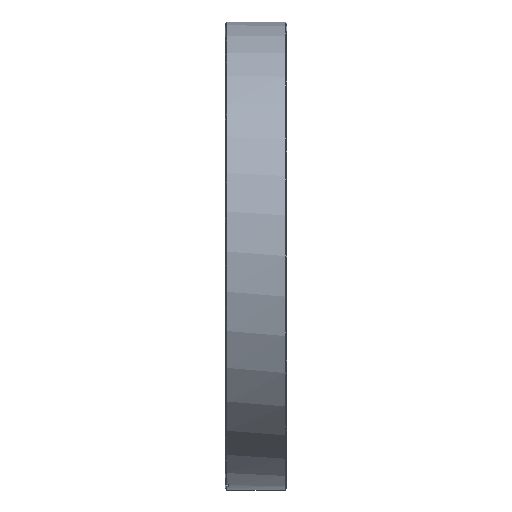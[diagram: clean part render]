
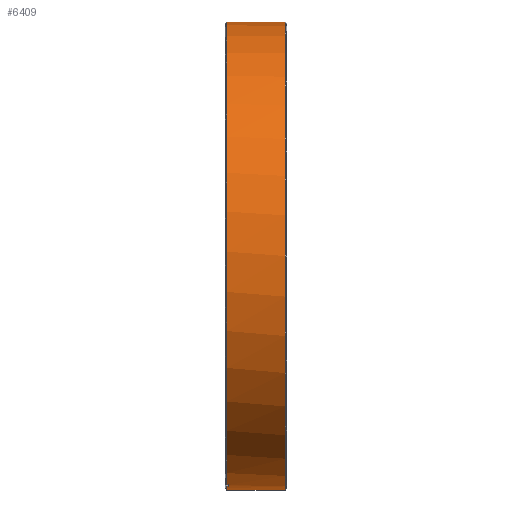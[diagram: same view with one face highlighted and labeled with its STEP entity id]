
A CAD part, left-side view. The second image highlights one B-rep face of the part: STEP entity #6409.
In plain terms, the highlighted cylindrical face has radius 75.8 mm (diameter 151.6 mm), a partial arc.
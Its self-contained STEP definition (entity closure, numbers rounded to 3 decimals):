
#22 = VERTEX_POINT('',#23);
#23 = CARTESIAN_POINT('',(0.,-0.5,75.8));
#44 = CONICAL_SURFACE('',#45,75.3,0.785);
#45 = AXIS2_PLACEMENT_3D('',#46,#47,#48);
#46 = CARTESIAN_POINT('',(0.,0.,0.));
#47 = DIRECTION('',(-0.,-1.,-0.));
#48 = DIRECTION('',(0.,0.,-1.));
#73 = CYLINDRICAL_SURFACE('',#74,75.8);
#74 = AXIS2_PLACEMENT_3D('',#75,#76,#77);
#75 = CARTESIAN_POINT('',(0.,19.776,0.));
#76 = DIRECTION('',(0.,-1.,0.));
#77 = DIRECTION('',(0.,0.,1.));
#3940 = CONICAL_SURFACE('',#3941,75.3,0.785);
#3941 = AXIS2_PLACEMENT_3D('',#3942,#3943,#3944);
#3942 = CARTESIAN_POINT('',(0.,0.,0.));
#3943 = DIRECTION('',(-0.,-1.,-0.));
#3944 = DIRECTION('',(0.,0.,-1.));
#3960 = VERTEX_POINT('',#3961);
#3961 = CARTESIAN_POINT('',(0.,-0.5,-75.8));
#3987 = EDGE_CURVE('',#3988,#3960,#3990,.T.);
#3988 = VERTEX_POINT('',#3989);
#3989 = CARTESIAN_POINT('',(-13.806,-0.5,-74.532));
#3990 = SURFACE_CURVE('',#3991,(#3996,#4003),.PCURVE_S1.);
#3991 = CIRCLE('',#3992,75.8);
#3992 = AXIS2_PLACEMENT_3D('',#3993,#3994,#3995);
#3993 = CARTESIAN_POINT('',(0.,-0.5,0.));
#3994 = DIRECTION('',(0.,-1.,0.));
#3995 = DIRECTION('',(0.,0.,1.));
#3996 = PCURVE('',#3940,#3997);
#3997 = DEFINITIONAL_REPRESENTATION('',(#3998),#4002);
#3998 = LINE('',#3999,#4000);
#3999 = CARTESIAN_POINT('',(3.142,0.5));
#4000 = VECTOR('',#4001,1.);
#4001 = DIRECTION('',(1.,0.));
#4002 = ( GEOMETRIC_REPRESENTATION_CONTEXT(2) 
PARAMETRIC_REPRESENTATION_CONTEXT() REPRESENTATION_CONTEXT('2D SPACE',''
  ) );
#4003 = PCURVE('',#4004,#4009);
#4004 = CYLINDRICAL_SURFACE('',#4005,75.8);
#4005 = AXIS2_PLACEMENT_3D('',#4006,#4007,#4008);
#4006 = CARTESIAN_POINT('',(0.,19.776,0.));
#4007 = DIRECTION('',(0.,-1.,0.));
#4008 = DIRECTION('',(0.,0.,1.));
#4009 = DEFINITIONAL_REPRESENTATION('',(#4010),#4014);
#4010 = LINE('',#4011,#4012);
#4011 = CARTESIAN_POINT('',(0.,20.276));
#4012 = VECTOR('',#4013,1.);
#4013 = DIRECTION('',(1.,0.));
#4014 = ( GEOMETRIC_REPRESENTATION_CONTEXT(2) 
PARAMETRIC_REPRESENTATION_CONTEXT() REPRESENTATION_CONTEXT('2D SPACE',''
  ) );
#4053 = PLANE('',#4054);
#4054 = AXIS2_PLACEMENT_3D('',#4055,#4056,#4057);
#4055 = CARTESIAN_POINT('',(-14.159,-1.,-76.31));
#4056 = DIRECTION('',(-0.981,0.,0.195));
#4057 = DIRECTION('',(0.,1.,0.));
#4101 = VERTEX_POINT('',#4102);
#4102 = CARTESIAN_POINT('',(0.,-19.4,-75.8));
#4116 = CONICAL_SURFACE('',#4117,75.8,0.785);
#4117 = AXIS2_PLACEMENT_3D('',#4118,#4119,#4120);
#4118 = CARTESIAN_POINT('',(0.,-19.4,0.));
#4119 = DIRECTION('',(0.,1.,0.));
#4120 = DIRECTION('',(0.,0.,1.));
#4129 = VERTEX_POINT('',#4130);
#4130 = CARTESIAN_POINT('',(0.,-19.4,75.8));
#5009 = EDGE_CURVE('',#4101,#3960,#5010,.T.);
#5010 = SURFACE_CURVE('',#5011,(#5015,#5022),.PCURVE_S1.);
#5011 = LINE('',#5012,#5013);
#5012 = CARTESIAN_POINT('',(0.,19.776,-75.8));
#5013 = VECTOR('',#5014,1.);
#5014 = DIRECTION('',(0.,1.,0.));
#5015 = PCURVE('',#73,#5016);
#5016 = DEFINITIONAL_REPRESENTATION('',(#5017),#5021);
#5017 = LINE('',#5018,#5019);
#5018 = CARTESIAN_POINT('',(3.142,0.));
#5019 = VECTOR('',#5020,1.);
#5020 = DIRECTION('',(0.,-1.));
#5021 = ( GEOMETRIC_REPRESENTATION_CONTEXT(2) 
PARAMETRIC_REPRESENTATION_CONTEXT() REPRESENTATION_CONTEXT('2D SPACE',''
  ) );
#5022 = PCURVE('',#4004,#5023);
#5023 = DEFINITIONAL_REPRESENTATION('',(#5024),#5028);
#5024 = LINE('',#5025,#5026);
#5025 = CARTESIAN_POINT('',(3.142,0.));
#5026 = VECTOR('',#5027,1.);
#5027 = DIRECTION('',(0.,-1.));
#5028 = ( GEOMETRIC_REPRESENTATION_CONTEXT(2) 
PARAMETRIC_REPRESENTATION_CONTEXT() REPRESENTATION_CONTEXT('2D SPACE',''
  ) );
#5137 = EDGE_CURVE('',#4129,#22,#5138,.T.);
#5138 = SURFACE_CURVE('',#5139,(#5143,#5150),.PCURVE_S1.);
#5139 = LINE('',#5140,#5141);
#5140 = CARTESIAN_POINT('',(0.,19.776,75.8));
#5141 = VECTOR('',#5142,1.);
#5142 = DIRECTION('',(0.,1.,0.));
#5143 = PCURVE('',#73,#5144);
#5144 = DEFINITIONAL_REPRESENTATION('',(#5145),#5149);
#5145 = LINE('',#5146,#5147);
#5146 = CARTESIAN_POINT('',(6.283,0.));
#5147 = VECTOR('',#5148,1.);
#5148 = DIRECTION('',(0.,-1.));
#5149 = ( GEOMETRIC_REPRESENTATION_CONTEXT(2) 
PARAMETRIC_REPRESENTATION_CONTEXT() REPRESENTATION_CONTEXT('2D SPACE',''
  ) );
#5150 = PCURVE('',#4004,#5151);
#5151 = DEFINITIONAL_REPRESENTATION('',(#5152),#5156);
#5152 = LINE('',#5153,#5154);
#5153 = CARTESIAN_POINT('',(0.,0.));
#5154 = VECTOR('',#5155,1.);
#5155 = DIRECTION('',(0.,-1.));
#5156 = ( GEOMETRIC_REPRESENTATION_CONTEXT(2) 
PARAMETRIC_REPRESENTATION_CONTEXT() REPRESENTATION_CONTEXT('2D SPACE',''
  ) );
#5229 = PLANE('',#5230);
#5230 = AXIS2_PLACEMENT_3D('',#5231,#5232,#5233);
#5231 = CARTESIAN_POINT('',(-16.121,-1.,-75.919));
#5232 = DIRECTION('',(-0.981,0.,0.195));
#5233 = DIRECTION('',(0.,1.,0.));
#5258 = PLANE('',#5259);
#5259 = AXIS2_PLACEMENT_3D('',#5260,#5261,#5262);
#5260 = CARTESIAN_POINT('',(-12.612,-1.,-58.277));
#5261 = DIRECTION('',(0.,1.,0.));
#5262 = DIRECTION('',(1.,0.,0.));
#5878 = VERTEX_POINT('',#5879);
#5879 = CARTESIAN_POINT('',(-15.767,-0.5,-74.142));
#5924 = EDGE_CURVE('',#22,#5878,#5925,.T.);
#5925 = SURFACE_CURVE('',#5926,(#5931,#5938),.PCURVE_S1.);
#5926 = CIRCLE('',#5927,75.8);
#5927 = AXIS2_PLACEMENT_3D('',#5928,#5929,#5930);
#5928 = CARTESIAN_POINT('',(0.,-0.5,0.));
#5929 = DIRECTION('',(0.,-1.,0.));
#5930 = DIRECTION('',(0.,0.,1.));
#5931 = PCURVE('',#44,#5932);
#5932 = DEFINITIONAL_REPRESENTATION('',(#5933),#5937);
#5933 = LINE('',#5934,#5935);
#5934 = CARTESIAN_POINT('',(3.142,0.5));
#5935 = VECTOR('',#5936,1.);
#5936 = DIRECTION('',(1.,0.));
#5937 = ( GEOMETRIC_REPRESENTATION_CONTEXT(2) 
PARAMETRIC_REPRESENTATION_CONTEXT() REPRESENTATION_CONTEXT('2D SPACE',''
  ) );
#5938 = PCURVE('',#4004,#5939);
#5939 = DEFINITIONAL_REPRESENTATION('',(#5940),#5944);
#5940 = LINE('',#5941,#5942);
#5941 = CARTESIAN_POINT('',(0.,20.276));
#5942 = VECTOR('',#5943,1.);
#5943 = DIRECTION('',(1.,0.));
#5944 = ( GEOMETRIC_REPRESENTATION_CONTEXT(2) 
PARAMETRIC_REPRESENTATION_CONTEXT() REPRESENTATION_CONTEXT('2D SPACE',''
  ) );
#6409 = ADVANCED_FACE('',(#6410),#4004,.T.);
#6410 = FACE_BOUND('',#6411,.T.);
#6411 = EDGE_LOOP('',(#6412,#6413,#6435,#6436,#6437,#6460,#6488,#6509));
#6412 = ORIENTED_EDGE('',*,*,#5009,.F.);
#6413 = ORIENTED_EDGE('',*,*,#6414,.T.);
#6414 = EDGE_CURVE('',#4101,#4129,#6415,.T.);
#6415 = SURFACE_CURVE('',#6416,(#6421,#6428),.PCURVE_S1.);
#6416 = CIRCLE('',#6417,75.8);
#6417 = AXIS2_PLACEMENT_3D('',#6418,#6419,#6420);
#6418 = CARTESIAN_POINT('',(0.,-19.4,0.));
#6419 = DIRECTION('',(0.,1.,0.));
#6420 = DIRECTION('',(0.,0.,-1.));
#6421 = PCURVE('',#4004,#6422);
#6422 = DEFINITIONAL_REPRESENTATION('',(#6423),#6427);
#6423 = LINE('',#6424,#6425);
#6424 = CARTESIAN_POINT('',(3.142,39.176));
#6425 = VECTOR('',#6426,1.);
#6426 = DIRECTION('',(-1.,0.));
#6427 = ( GEOMETRIC_REPRESENTATION_CONTEXT(2) 
PARAMETRIC_REPRESENTATION_CONTEXT() REPRESENTATION_CONTEXT('2D SPACE',''
  ) );
#6428 = PCURVE('',#4116,#6429);
#6429 = DEFINITIONAL_REPRESENTATION('',(#6430),#6434);
#6430 = LINE('',#6431,#6432);
#6431 = CARTESIAN_POINT('',(3.142,0.));
#6432 = VECTOR('',#6433,1.);
#6433 = DIRECTION('',(1.,0.));
#6434 = ( GEOMETRIC_REPRESENTATION_CONTEXT(2) 
PARAMETRIC_REPRESENTATION_CONTEXT() REPRESENTATION_CONTEXT('2D SPACE',''
  ) );
#6435 = ORIENTED_EDGE('',*,*,#5137,.T.);
#6436 = ORIENTED_EDGE('',*,*,#5924,.T.);
#6437 = ORIENTED_EDGE('',*,*,#6438,.F.);
#6438 = EDGE_CURVE('',#6439,#5878,#6441,.T.);
#6439 = VERTEX_POINT('',#6440);
#6440 = CARTESIAN_POINT('',(-15.767,-1.,-74.142));
#6441 = SURFACE_CURVE('',#6442,(#6446,#6453),.PCURVE_S1.);
#6442 = LINE('',#6443,#6444);
#6443 = CARTESIAN_POINT('',(-15.767,19.776,
    -74.142));
#6444 = VECTOR('',#6445,1.);
#6445 = DIRECTION('',(0.,1.,0.));
#6446 = PCURVE('',#4004,#6447);
#6447 = DEFINITIONAL_REPRESENTATION('',(#6448),#6452);
#6448 = LINE('',#6449,#6450);
#6449 = CARTESIAN_POINT('',(2.932,0.));
#6450 = VECTOR('',#6451,1.);
#6451 = DIRECTION('',(0.,-1.));
#6452 = ( GEOMETRIC_REPRESENTATION_CONTEXT(2) 
PARAMETRIC_REPRESENTATION_CONTEXT() REPRESENTATION_CONTEXT('2D SPACE',''
  ) );
#6453 = PCURVE('',#5229,#6454);
#6454 = DEFINITIONAL_REPRESENTATION('',(#6455),#6459);
#6455 = LINE('',#6456,#6457);
#6456 = CARTESIAN_POINT('',(20.776,-1.812));
#6457 = VECTOR('',#6458,1.);
#6458 = DIRECTION('',(1.,0.));
#6459 = ( GEOMETRIC_REPRESENTATION_CONTEXT(2) 
PARAMETRIC_REPRESENTATION_CONTEXT() REPRESENTATION_CONTEXT('2D SPACE',''
  ) );
#6460 = ORIENTED_EDGE('',*,*,#6461,.T.);
#6461 = EDGE_CURVE('',#6439,#6462,#6464,.T.);
#6462 = VERTEX_POINT('',#6463);
#6463 = CARTESIAN_POINT('',(-13.806,-1.,-74.532));
#6464 = SURFACE_CURVE('',#6465,(#6470,#6477),.PCURVE_S1.);
#6465 = CIRCLE('',#6466,75.8);
#6466 = AXIS2_PLACEMENT_3D('',#6467,#6468,#6469);
#6467 = CARTESIAN_POINT('',(0.,-1.,0.));
#6468 = DIRECTION('',(-0.,-1.,0.));
#6469 = DIRECTION('',(0.,0.,1.));
#6470 = PCURVE('',#4004,#6471);
#6471 = DEFINITIONAL_REPRESENTATION('',(#6472),#6476);
#6472 = LINE('',#6473,#6474);
#6473 = CARTESIAN_POINT('',(0.,20.776));
#6474 = VECTOR('',#6475,1.);
#6475 = DIRECTION('',(1.,0.));
#6476 = ( GEOMETRIC_REPRESENTATION_CONTEXT(2) 
PARAMETRIC_REPRESENTATION_CONTEXT() REPRESENTATION_CONTEXT('2D SPACE',''
  ) );
#6477 = PCURVE('',#5258,#6478);
#6478 = DEFINITIONAL_REPRESENTATION('',(#6479),#6487);
#6479 = ( BOUNDED_CURVE() B_SPLINE_CURVE(2,(#6480,#6481,#6482,#6483,
#6484,#6485,#6486),.UNSPECIFIED.,.T.,.F.) B_SPLINE_CURVE_WITH_KNOTS((1,2
    ,2,2,2,1),(-2.094,0.,2.094,4.189,
6.283,8.378),.UNSPECIFIED.) CURVE() 
GEOMETRIC_REPRESENTATION_ITEM() RATIONAL_B_SPLINE_CURVE((1.,0.5,1.,0.5,
1.,0.5,1.)) REPRESENTATION_ITEM('') );
#6480 = CARTESIAN_POINT('',(12.612,-134.077));
#6481 = CARTESIAN_POINT('',(-118.678,-134.077));
#6482 = CARTESIAN_POINT('',(-53.033,-20.377));
#6483 = CARTESIAN_POINT('',(12.612,93.323));
#6484 = CARTESIAN_POINT('',(78.256,-20.377));
#6485 = CARTESIAN_POINT('',(143.901,-134.077));
#6486 = CARTESIAN_POINT('',(12.612,-134.077));
#6487 = ( GEOMETRIC_REPRESENTATION_CONTEXT(2) 
PARAMETRIC_REPRESENTATION_CONTEXT() REPRESENTATION_CONTEXT('2D SPACE',''
  ) );
#6488 = ORIENTED_EDGE('',*,*,#6489,.T.);
#6489 = EDGE_CURVE('',#6462,#3988,#6490,.T.);
#6490 = SURFACE_CURVE('',#6491,(#6495,#6502),.PCURVE_S1.);
#6491 = LINE('',#6492,#6493);
#6492 = CARTESIAN_POINT('',(-13.806,19.776,
    -74.532));
#6493 = VECTOR('',#6494,1.);
#6494 = DIRECTION('',(0.,1.,0.));
#6495 = PCURVE('',#4004,#6496);
#6496 = DEFINITIONAL_REPRESENTATION('',(#6497),#6501);
#6497 = LINE('',#6498,#6499);
#6498 = CARTESIAN_POINT('',(2.958,0.));
#6499 = VECTOR('',#6500,1.);
#6500 = DIRECTION('',(0.,-1.));
#6501 = ( GEOMETRIC_REPRESENTATION_CONTEXT(2) 
PARAMETRIC_REPRESENTATION_CONTEXT() REPRESENTATION_CONTEXT('2D SPACE',''
  ) );
#6502 = PCURVE('',#4053,#6503);
#6503 = DEFINITIONAL_REPRESENTATION('',(#6504),#6508);
#6504 = LINE('',#6505,#6506);
#6505 = CARTESIAN_POINT('',(20.776,-1.812));
#6506 = VECTOR('',#6507,1.);
#6507 = DIRECTION('',(1.,0.));
#6508 = ( GEOMETRIC_REPRESENTATION_CONTEXT(2) 
PARAMETRIC_REPRESENTATION_CONTEXT() REPRESENTATION_CONTEXT('2D SPACE',''
  ) );
#6509 = ORIENTED_EDGE('',*,*,#3987,.T.);
